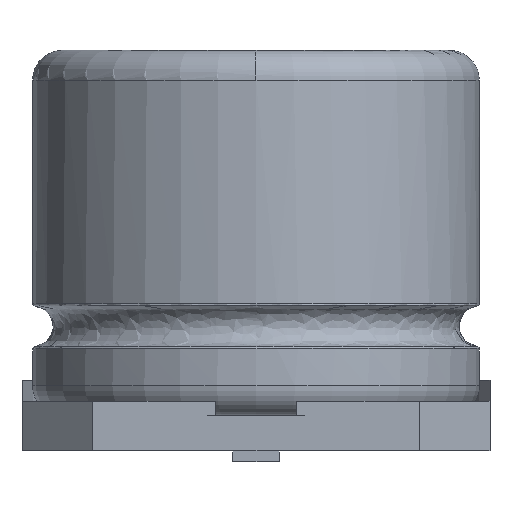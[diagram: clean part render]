
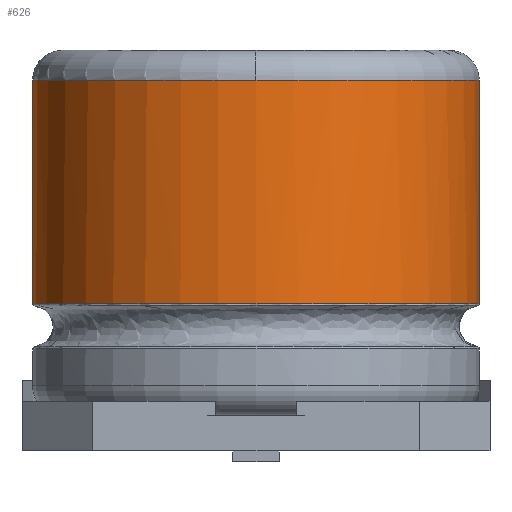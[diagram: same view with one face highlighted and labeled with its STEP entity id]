
A CAD part, left-side view. The second image highlights one B-rep face of the part: STEP entity #626.
In plain terms, the highlighted cylindrical face has radius 3.15 mm (diameter 6.3 mm), a full revolution.
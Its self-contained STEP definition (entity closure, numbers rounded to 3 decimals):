
#13=DIRECTION('',(0.,0.,1.));
#28=VECTOR('',#13,1.);
#34=DIRECTION('',(0.,0.,-1.));
#35=DIRECTION('',(-1.,0.,0.));
#411=VERTEX_POINT('',#412);
#412=CARTESIAN_POINT('',(-3.15,0.,2.224));
#415=ORIENTED_EDGE('',*,*,#416,.T.);
#416=EDGE_CURVE('',#411,#411,#417,.T.);
#417=( BOUNDED_CURVE() B_SPLINE_CURVE(13,(#412,#418,#419,#420,#421,#422,#423,#424,#425,#426,#427,#428,#429,#430),.UNSPECIFIED.,.T.,.F.) B_SPLINE_CURVE_WITH_KNOTS((14,14),(0.,19.792),.PIECEWISE_BEZIER_KNOTS.) CURVE() GEOMETRIC_REPRESENTATION_ITEM() RATIONAL_B_SPLINE_CURVE((1.,1.,1.,1.,1.,1.,1.,1.,1.,1.,1.,1.,1.,1.)) REPRESENTATION_ITEM('') );
#418=CARTESIAN_POINT('',(-3.15,1.5,2.224));
#419=CARTESIAN_POINT('',(-2.375,3.035,2.224));
#420=CARTESIAN_POINT('',(-0.779,4.133,2.224));
#421=CARTESIAN_POINT('',(1.417,4.302,2.224));
#422=CARTESIAN_POINT('',(3.314,3.132,2.224));
#423=CARTESIAN_POINT('',(4.706,1.424,2.224));
#424=CARTESIAN_POINT('',(4.706,-1.424,2.224));
#425=CARTESIAN_POINT('',(3.314,-3.132,2.224));
#426=CARTESIAN_POINT('',(1.417,-4.302,2.224));
#427=CARTESIAN_POINT('',(-0.779,-4.133,2.224));
#428=CARTESIAN_POINT('',(-2.375,-3.035,2.224));
#429=CARTESIAN_POINT('',(-3.15,-1.5,2.224));
#430=CARTESIAN_POINT('',(-3.15,0.,2.224));
#626=ADVANCED_FACE('',(#627),#653,.T.);
#627=FACE_BOUND('',#628,.F.);
#628=EDGE_LOOP('',(#629,#635,#642,#646,#650,#652,#415));
#629=ORIENTED_EDGE('',*,*,#630,.T.);
#630=EDGE_CURVE('',#411,#631,#633,.T.);
#631=VERTEX_POINT('',#632);
#632=CARTESIAN_POINT('',(-3.15,0.,5.38));
#633=LINE('',#634,#28);
#634=CARTESIAN_POINT('',(-3.15,0.,2.197));
#635=ORIENTED_EDGE('',*,*,#636,.F.);
#636=EDGE_CURVE('',#637,#631,#639,.T.);
#637=VERTEX_POINT('',#638);
#638=CARTESIAN_POINT('',(0.945,-3.005,5.38));
#639=CIRCLE('',#640,3.15);
#640=AXIS2_PLACEMENT_3D('',#641,#34,#35);
#641=CARTESIAN_POINT('',(0.,0.,5.38));
#642=ORIENTED_EDGE('',*,*,#643,.F.);
#643=EDGE_CURVE('',#644,#637,#639,.T.);
#644=VERTEX_POINT('',#645);
#645=CARTESIAN_POINT('',(3.15,0.,5.38));
#646=ORIENTED_EDGE('',*,*,#647,.F.);
#647=EDGE_CURVE('',#648,#644,#639,.T.);
#648=VERTEX_POINT('',#649);
#649=CARTESIAN_POINT('',(0.945,3.005,5.38));
#650=ORIENTED_EDGE('',*,*,#651,.F.);
#651=EDGE_CURVE('',#631,#648,#639,.T.);
#652=ORIENTED_EDGE('',*,*,#630,.F.);
#653=CYLINDRICAL_SURFACE('',#654,3.15);
#654=AXIS2_PLACEMENT_3D('',#655,#13,#35);
#655=CARTESIAN_POINT('',(0.,0.,2.197));
